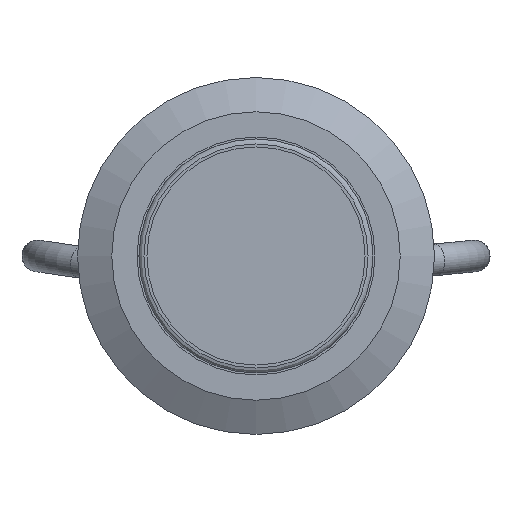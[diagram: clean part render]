
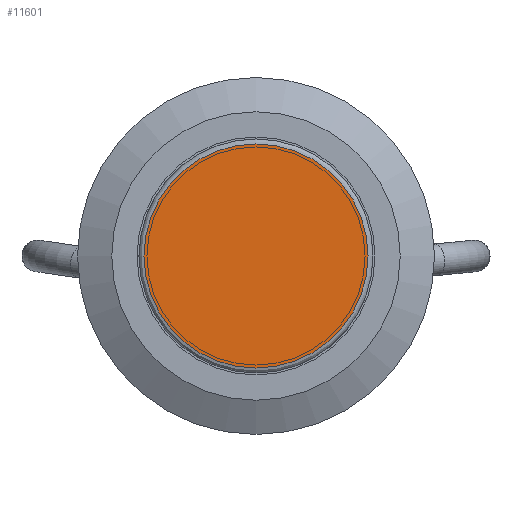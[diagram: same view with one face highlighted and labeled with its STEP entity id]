
A CAD part, left-side view. The second image highlights one B-rep face of the part: STEP entity #11601.
In plain terms, the highlighted planar face has unit normal (-1, 0, 0).
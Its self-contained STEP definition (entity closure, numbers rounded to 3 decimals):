
#584=PLANE('',#12664);
#1499=FACE_OUTER_BOUND('',#2141,.T.);
#2141=EDGE_LOOP('',(#10907));
#2600=CIRCLE('',#12663,5.65);
#5648=VERTEX_POINT('',#21409);
#7401=EDGE_CURVE('',#5648,#5648,#2600,.T.);
#10907=ORIENTED_EDGE('',*,*,#7401,.F.);
#11601=ADVANCED_FACE('',(#1499),#584,.F.);
#12663=AXIS2_PLACEMENT_3D('',#21411,#15717,#15718);
#12664=AXIS2_PLACEMENT_3D('',#21412,#15719,#15720);
#15717=DIRECTION('center_axis',(1.,0.,0.));
#15718=DIRECTION('ref_axis',(0.,0.,1.));
#15719=DIRECTION('center_axis',(1.,0.,0.));
#15720=DIRECTION('ref_axis',(0.,0.,1.));
#21409=CARTESIAN_POINT('',(-39.85,0.,-5.65));
#21411=CARTESIAN_POINT('Origin',(-39.85,0.,0.));
#21412=CARTESIAN_POINT('Origin',(-39.85,0.,0.));
